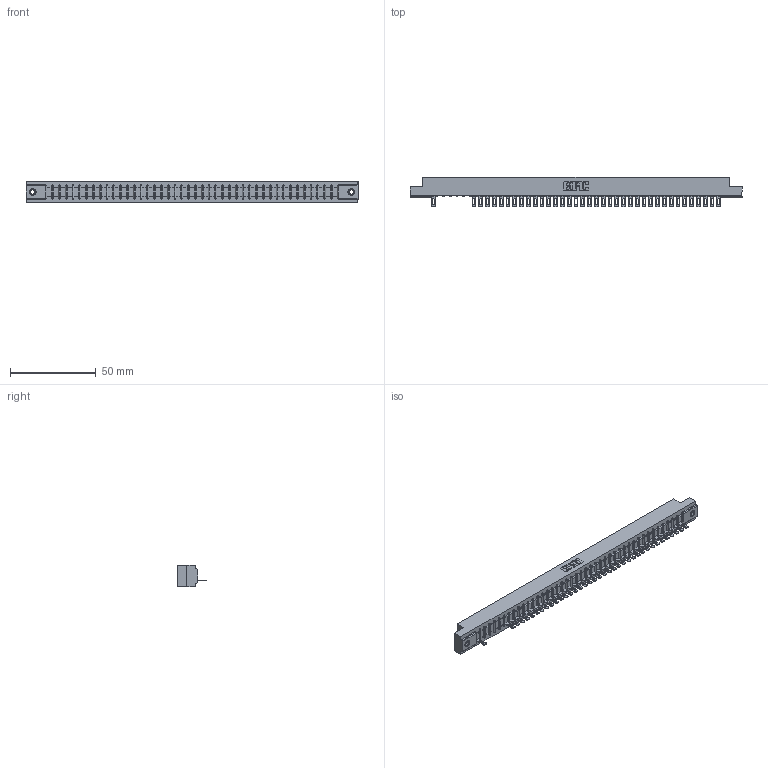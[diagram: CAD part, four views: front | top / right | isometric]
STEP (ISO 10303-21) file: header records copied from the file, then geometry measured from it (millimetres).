
FILE_DESCRIPTION (( 'STEP AP203' ), '1' );
FILE_NAME ('357-043-501-107.STEP', '2018-08-11T10:08:59', ( '' ), ( '' ), 'SwSTEP 2.0', 'SolidWorks 2016', '' );
FILE_SCHEMA (( 'CONFIG_CONTROL_DESIGN' ));
Length unit declared in the file: inch
Products named in the file (4): 357-043-501-107; 307 Part_.156 Dia Mounting Holes; 307-290-002_501; 345-250-001_345-250-005-103
Assembly tree (41 placements, depth 2):
  357-043-501-107
    307 Part_.156 Dia Mounting Holes
    307-290-002_501  x38
    345-250-001_345-250-005-103  x2
Bounding box: 193.4 x 17.42 x 12.7 mm (x, y, z)
Volume: 20578.1 mm3; surface area: 25258.3 mm2
Topology: 41 solids, 41 shells, 3210 faces, 9823 edges, 6422 vertices
Faces by surface type: plane 1834, cylinder 1272, sphere 88, cone 12, torus 4
Entity records: 38559 total; most frequent: CARTESIAN_POINT 6506, ORIENTED_EDGE 6494, DIRECTION 6329, EDGE_CURVE 3247, LINE 2483, VECTOR 2483, VERTEX_POINT 2100, AXIS2_PLACEMENT_3D 1923
